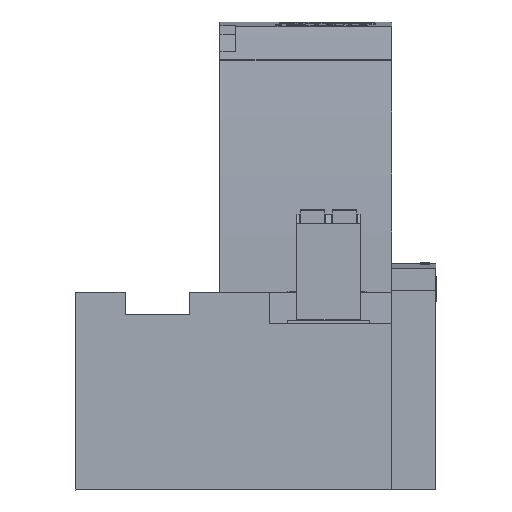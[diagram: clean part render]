
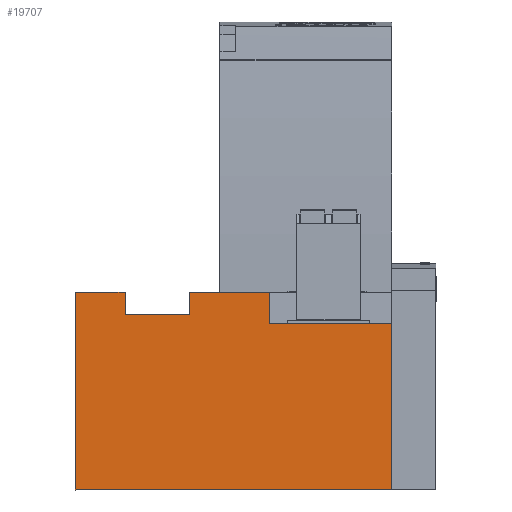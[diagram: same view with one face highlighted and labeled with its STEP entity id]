
A CAD part, front view. The second image highlights one B-rep face of the part: STEP entity #19707.
In plain terms, the highlighted planar face has unit normal (0, -1, 0).
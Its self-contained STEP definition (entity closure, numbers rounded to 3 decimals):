
#19707=ADVANCED_FACE('',(#25335),#22745,.T.);
#22745=PLANE('',#76157);
#25335=FACE_OUTER_BOUND('',#28252,.T.);
#28252=EDGE_LOOP('',(#32124,#32125,#32126,#32127,#32128,#32129,#32130,#32131,
#32132,#32133));
#32124=ORIENTED_EDGE('',*,*,#52539,.F.);
#32125=ORIENTED_EDGE('',*,*,#52074,.T.);
#32126=ORIENTED_EDGE('',*,*,#52540,.T.);
#32127=ORIENTED_EDGE('',*,*,#52150,.T.);
#32128=ORIENTED_EDGE('',*,*,#52133,.F.);
#32129=ORIENTED_EDGE('',*,*,#52508,.F.);
#32130=ORIENTED_EDGE('',*,*,#52541,.T.);
#32131=ORIENTED_EDGE('',*,*,#52534,.T.);
#32132=ORIENTED_EDGE('',*,*,#52542,.F.);
#32133=ORIENTED_EDGE('',*,*,#52543,.T.);
#46944=VERTEX_POINT('',#92251);
#46948=VERTEX_POINT('',#92259);
#47004=VERTEX_POINT('',#92378);
#47005=VERTEX_POINT('',#92380);
#47017=VERTEX_POINT('',#92412);
#47327=VERTEX_POINT('',#93554);
#47352=VERTEX_POINT('',#93607);
#47353=VERTEX_POINT('',#93609);
#47356=VERTEX_POINT('',#93618);
#47357=VERTEX_POINT('',#93622);
#52074=EDGE_CURVE('',#46944,#46948,#59756,.T.);
#52133=EDGE_CURVE('',#47004,#47005,#59804,.T.);
#52150=EDGE_CURVE('',#47017,#47005,#59821,.T.);
#52508=EDGE_CURVE('',#47327,#47004,#60102,.T.);
#52534=EDGE_CURVE('',#47353,#47352,#60128,.T.);
#52539=EDGE_CURVE('',#46944,#47356,#60133,.T.);
#52540=EDGE_CURVE('',#46948,#47017,#60134,.T.);
#52541=EDGE_CURVE('',#47327,#47353,#60135,.T.);
#52542=EDGE_CURVE('',#47357,#47352,#60136,.T.);
#52543=EDGE_CURVE('',#47357,#47356,#60137,.T.);
#59756=LINE('',#92260,#66240);
#59804=LINE('',#92379,#66288);
#59821=LINE('',#92411,#66305);
#60102=LINE('',#93555,#66586);
#60128=LINE('',#93608,#66612);
#60133=LINE('',#93617,#66617);
#60134=LINE('',#93619,#66618);
#60135=LINE('',#93620,#66619);
#60136=LINE('',#93621,#66620);
#60137=LINE('',#93623,#66621);
#66240=VECTOR('',#79186,1.);
#66288=VECTOR('',#79264,1.);
#66305=VECTOR('',#79287,1.);
#66586=VECTOR('',#79788,1.);
#66612=VECTOR('',#79818,1.);
#66617=VECTOR('',#79825,1.);
#66618=VECTOR('',#79826,1.);
#66619=VECTOR('',#79827,1.);
#66620=VECTOR('',#79828,1.);
#66621=VECTOR('',#79829,1.);
#76157=AXIS2_PLACEMENT_3D('',#93624,#79830,#79831);
#79186=DIRECTION('',(-1.,0.,0.));
#79264=DIRECTION('',(0.,0.,-1.));
#79287=DIRECTION('',(1.,0.,0.));
#79788=DIRECTION('',(1.,0.,0.));
#79818=DIRECTION('',(-1.,0.,0.));
#79825=DIRECTION('',(0.,0.,-1.));
#79826=DIRECTION('',(0.,0.,-1.));
#79827=DIRECTION('',(0.,0.,1.));
#79828=DIRECTION('',(0.,0.,1.));
#79829=DIRECTION('',(-1.,0.,0.));
#79830=DIRECTION('',(0.,-1.,0.));
#79831=DIRECTION('',(0.,0.,-1.));
#92251=CARTESIAN_POINT('',(-32.15,-76.6,24.3));
#92259=CARTESIAN_POINT('',(-40.,-76.6,24.3));
#92260=CARTESIAN_POINT('',(-40.,-76.6,24.3));
#92378=CARTESIAN_POINT('',(10.,-76.6,19.3));
#92379=CARTESIAN_POINT('',(10.,-76.6,58.308));
#92380=CARTESIAN_POINT('',(10.,-76.6,-7.));
#92411=CARTESIAN_POINT('',(-40.,-76.6,-7.));
#92412=CARTESIAN_POINT('',(-40.,-76.6,-7.));
#93554=CARTESIAN_POINT('',(-9.3,-76.6,19.3));
#93555=CARTESIAN_POINT('',(-9.3,-76.6,19.3));
#93607=CARTESIAN_POINT('',(-21.95,-76.6,24.3));
#93608=CARTESIAN_POINT('',(-40.,-76.6,24.3));
#93609=CARTESIAN_POINT('',(-9.3,-76.6,24.3));
#93617=CARTESIAN_POINT('',(-32.15,-76.6,58.308));
#93618=CARTESIAN_POINT('',(-32.15,-76.6,20.8));
#93619=CARTESIAN_POINT('',(-40.,-76.6,58.308));
#93620=CARTESIAN_POINT('',(-9.3,-76.6,19.3));
#93621=CARTESIAN_POINT('',(-21.95,-76.6,58.308));
#93622=CARTESIAN_POINT('',(-21.95,-76.6,20.8));
#93623=CARTESIAN_POINT('',(-40.,-76.6,20.8));
#93624=CARTESIAN_POINT('',(-40.,-76.6,58.308));
